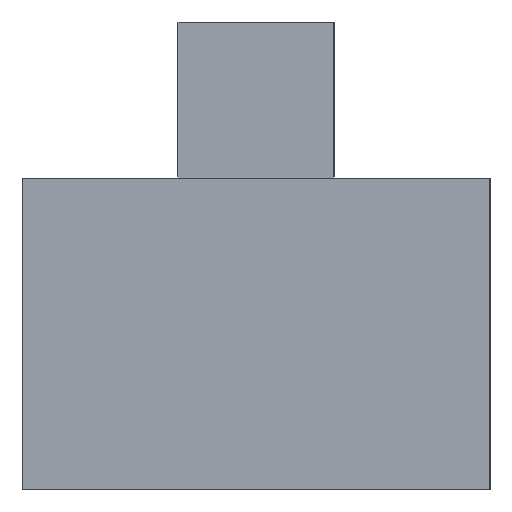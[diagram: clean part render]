
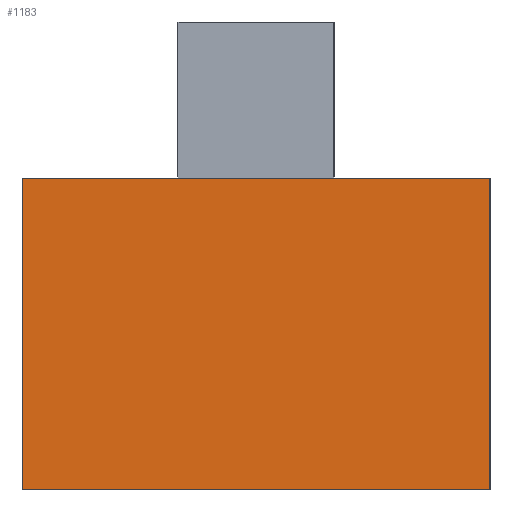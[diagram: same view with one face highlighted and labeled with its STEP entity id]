
A CAD part, left-side view. The second image highlights one B-rep face of the part: STEP entity #1183.
In plain terms, the highlighted planar face has unit normal (-1, 0, 0).
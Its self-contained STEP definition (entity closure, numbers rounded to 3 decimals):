
#89=FACE_OUTER_BOUND('',#155,.T.);
#155=EDGE_LOOP('',(#991,#992,#993,#994));
#321=LINE('',#1872,#477);
#322=LINE('',#1875,#478);
#323=LINE('',#1877,#479);
#324=LINE('',#1878,#480);
#477=VECTOR('',#1543,10.);
#478=VECTOR('',#1546,10.);
#479=VECTOR('',#1547,10.);
#480=VECTOR('',#1548,10.);
#583=VERTEX_POINT('',#1868);
#584=VERTEX_POINT('',#1870);
#585=VERTEX_POINT('',#1874);
#586=VERTEX_POINT('',#1876);
#737=EDGE_CURVE('',#583,#584,#321,.T.);
#738=EDGE_CURVE('',#583,#585,#322,.T.);
#739=EDGE_CURVE('',#586,#584,#323,.T.);
#740=EDGE_CURVE('',#585,#586,#324,.T.);
#991=ORIENTED_EDGE('',*,*,#738,.F.);
#992=ORIENTED_EDGE('',*,*,#737,.T.);
#993=ORIENTED_EDGE('',*,*,#739,.F.);
#994=ORIENTED_EDGE('',*,*,#740,.F.);
#1117=PLANE('',#1263);
#1183=ADVANCED_FACE('',(#89),#1117,.T.);
#1263=AXIS2_PLACEMENT_3D('',#1873,#1544,#1545);
#1543=DIRECTION('',(0.,0.,1.));
#1544=DIRECTION('center_axis',(-1.,0.,0.));
#1545=DIRECTION('ref_axis',(0.,-1.,0.));
#1546=DIRECTION('',(0.,1.,0.));
#1547=DIRECTION('',(0.,-1.,0.));
#1548=DIRECTION('',(0.,0.,1.));
#1868=CARTESIAN_POINT('',(-90.,0.,0.));
#1870=CARTESIAN_POINT('',(-90.,0.,10.));
#1872=CARTESIAN_POINT('',(-90.,0.,0.));
#1873=CARTESIAN_POINT('Origin',(-90.,15.,0.));
#1874=CARTESIAN_POINT('',(-90.,15.,0.));
#1875=CARTESIAN_POINT('',(-90.,0.,0.));
#1876=CARTESIAN_POINT('',(-90.,15.,10.));
#1877=CARTESIAN_POINT('',(-90.,0.,10.));
#1878=CARTESIAN_POINT('',(-90.,15.,0.));
